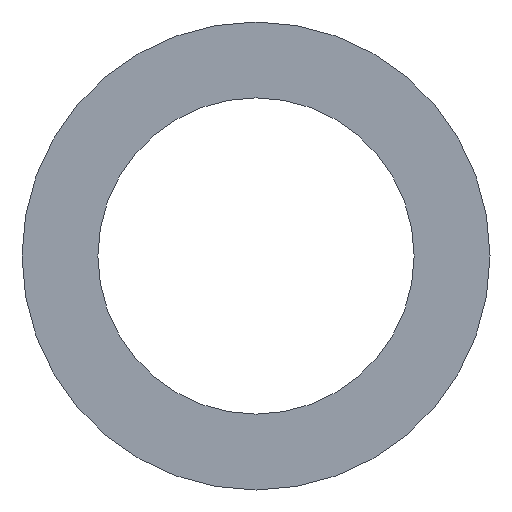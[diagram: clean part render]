
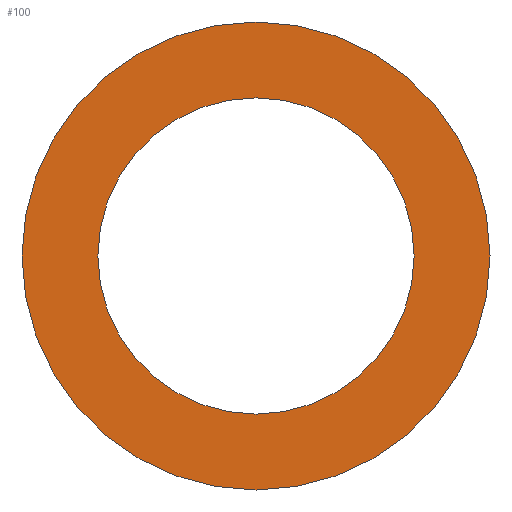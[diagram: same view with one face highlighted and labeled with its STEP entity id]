
A CAD part, front view. The second image highlights one B-rep face of the part: STEP entity #100.
In plain terms, the highlighted planar face has unit normal (0, -1, 0).
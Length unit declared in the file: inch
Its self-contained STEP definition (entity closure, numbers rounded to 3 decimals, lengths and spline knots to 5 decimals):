
#4 = VERTEX_POINT ( 'NONE', #148 ) ;
#6 = AXIS2_PLACEMENT_3D ( 'NONE', #252, #134, #18 ) ;
#11 = AXIS2_PLACEMENT_3D ( 'NONE', #188, #71, #211 ) ;
#15 = DIRECTION ( 'NONE',  ( 0., 0., 1. ) ) ;
#18 = DIRECTION ( 'NONE',  ( 0., 0., 1. ) ) ;
#32 = DIRECTION ( 'NONE',  ( 0., 0., 1. ) ) ;
#33 = ORIENTED_EDGE ( 'NONE', *, *, #117, .T. ) ;
#48 = VERTEX_POINT ( 'NONE', #70 ) ;
#52 = CIRCLE ( 'NONE', #11, 0.185 ) ;
#60 = FACE_BOUND ( 'NONE', #141, .T. ) ;
#63 = VERTEX_POINT ( 'NONE', #108 ) ;
#70 = CARTESIAN_POINT ( 'NONE',  ( 0., 0., 0.185 ) ) ;
#71 = DIRECTION ( 'NONE',  ( 0., 1., 0. ) ) ;
#78 = EDGE_CURVE ( 'NONE', #189, #48, #52, .T. ) ;
#82 = ORIENTED_EDGE ( 'NONE', *, *, #86, .T. ) ;
#86 = EDGE_CURVE ( 'NONE', #63, #4, #209, .T. ) ;
#100 = ADVANCED_FACE ( 'NONE', ( #107, #60 ), #229, .F. ) ;
#107 = FACE_OUTER_BOUND ( 'NONE', #181, .T. ) ;
#108 = CARTESIAN_POINT ( 'NONE',  ( 0., 0., 0.125 ) ) ;
#109 = CARTESIAN_POINT ( 'NONE',  ( 0., 0., 0. ) ) ;
#117 = EDGE_CURVE ( 'NONE', #4, #63, #164, .T. ) ;
#129 = DIRECTION ( 'NONE',  ( 0., 0., 1. ) ) ;
#132 = DIRECTION ( 'NONE',  ( 0., 1., 0. ) ) ;
#134 = DIRECTION ( 'NONE',  ( 0., 1., 0. ) ) ;
#138 = AXIS2_PLACEMENT_3D ( 'NONE', #109, #248, #129 ) ;
#141 = EDGE_LOOP ( 'NONE', ( #33, #82 ) ) ;
#148 = CARTESIAN_POINT ( 'NONE',  ( 0., 0., -0.125 ) ) ;
#150 = ORIENTED_EDGE ( 'NONE', *, *, #78, .F. ) ;
#151 = DIRECTION ( 'NONE',  ( 0., 1., 0. ) ) ;
#164 = CIRCLE ( 'NONE', #205, 0.125 ) ;
#172 = ORIENTED_EDGE ( 'NONE', *, *, #184, .F. ) ;
#176 = CIRCLE ( 'NONE', #6, 0.185 ) ;
#180 = AXIS2_PLACEMENT_3D ( 'NONE', #246, #151, #32 ) ;
#181 = EDGE_LOOP ( 'NONE', ( #150, #172 ) ) ;
#184 = EDGE_CURVE ( 'NONE', #48, #189, #176, .T. ) ;
#188 = CARTESIAN_POINT ( 'NONE',  ( 0., 0., 0. ) ) ;
#189 = VERTEX_POINT ( 'NONE', #250 ) ;
#205 = AXIS2_PLACEMENT_3D ( 'NONE', #249, #132, #15 ) ;
#209 = CIRCLE ( 'NONE', #138, 0.125 ) ;
#211 = DIRECTION ( 'NONE',  ( 0., 0., 1. ) ) ;
#229 = PLANE ( 'NONE',  #180 ) ;
#246 = CARTESIAN_POINT ( 'NONE',  ( 0., 0., 0. ) ) ;
#248 = DIRECTION ( 'NONE',  ( 0., 1., 0. ) ) ;
#249 = CARTESIAN_POINT ( 'NONE',  ( 0., 0., 0. ) ) ;
#250 = CARTESIAN_POINT ( 'NONE',  ( 0., 0., -0.185 ) ) ;
#252 = CARTESIAN_POINT ( 'NONE',  ( 0., 0., 0. ) ) ;
